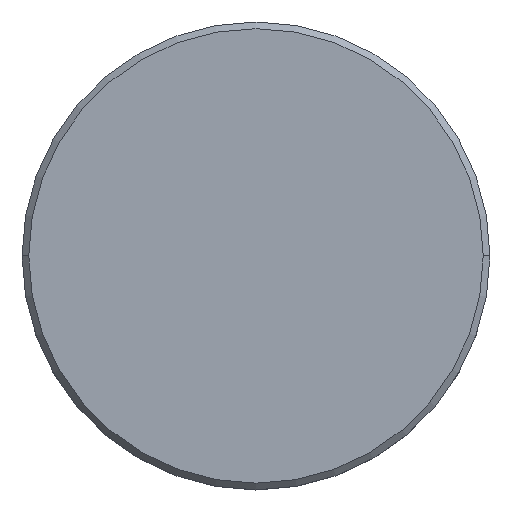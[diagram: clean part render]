
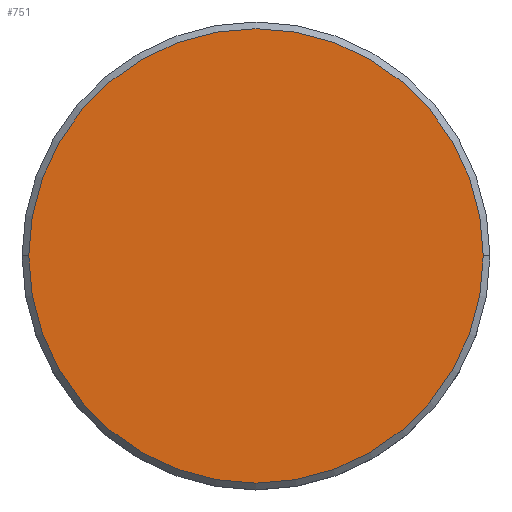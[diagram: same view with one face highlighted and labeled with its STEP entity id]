
A CAD part, top view. The second image highlights one B-rep face of the part: STEP entity #751.
In plain terms, the highlighted planar face has unit normal (0, 0, 1).
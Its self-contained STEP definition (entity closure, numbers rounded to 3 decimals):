
#50 = DIRECTION ( 'NONE',  ( 0., 0., 1. ) ) ;
#68 = EDGE_CURVE ( 'NONE', #103, #469, #1073, .T. ) ;
#103 = VERTEX_POINT ( 'NONE', #775 ) ;
#107 = DIRECTION ( 'NONE',  ( 1., 0., 0. ) ) ;
#126 = ORIENTED_EDGE ( 'NONE', *, *, #930, .T. ) ;
#150 = EDGE_LOOP ( 'NONE', ( #126, #168 ) ) ;
#151 = DIRECTION ( 'NONE',  ( 1., 0., 0. ) ) ;
#168 = ORIENTED_EDGE ( 'NONE', *, *, #68, .T. ) ;
#311 = PLANE ( 'NONE',  #594 ) ;
#395 = CARTESIAN_POINT ( 'NONE',  ( 0., 0., 0. ) ) ;
#469 = VERTEX_POINT ( 'NONE', #881 ) ;
#486 = CARTESIAN_POINT ( 'NONE',  ( 0., 0., 0. ) ) ;
#590 = CARTESIAN_POINT ( 'NONE',  ( 0., 0., 0. ) ) ;
#594 = AXIS2_PLACEMENT_3D ( 'NONE', #395, #762, #107 ) ;
#613 = CIRCLE ( 'NONE', #786, 17. ) ;
#751 = ADVANCED_FACE ( 'NONE', ( #838 ), #311, .T. ) ;
#762 = DIRECTION ( 'NONE',  ( 0., 0., 1. ) ) ;
#775 = CARTESIAN_POINT ( 'NONE',  ( 17., 0., 0. ) ) ;
#786 = AXIS2_PLACEMENT_3D ( 'NONE', #590, #1141, #151 ) ;
#838 = FACE_OUTER_BOUND ( 'NONE', #150, .T. ) ;
#881 = CARTESIAN_POINT ( 'NONE',  ( -17., 0., 0. ) ) ;
#930 = EDGE_CURVE ( 'NONE', #469, #103, #613, .T. ) ;
#963 = DIRECTION ( 'NONE',  ( 1., 0., 0. ) ) ;
#1073 = CIRCLE ( 'NONE', #1170, 17. ) ;
#1141 = DIRECTION ( 'NONE',  ( 0., 0., 1. ) ) ;
#1170 = AXIS2_PLACEMENT_3D ( 'NONE', #486, #50, #963 ) ;
